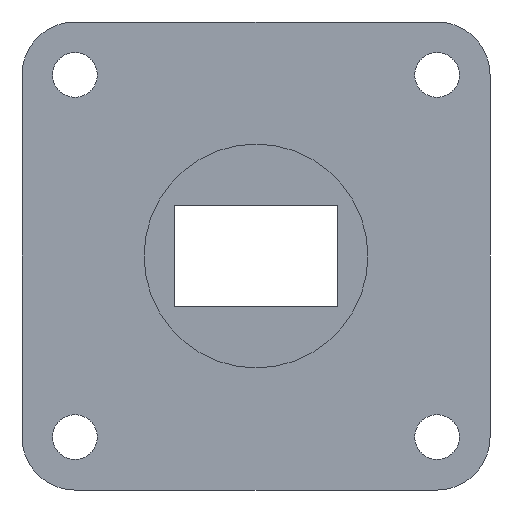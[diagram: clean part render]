
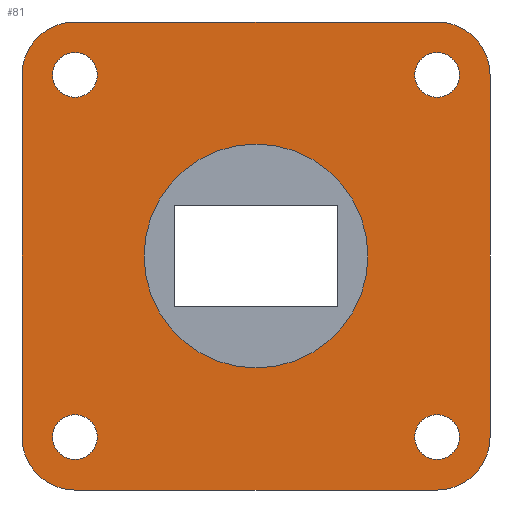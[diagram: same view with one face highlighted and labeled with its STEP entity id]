
A CAD part, left-side view. The second image highlights one B-rep face of the part: STEP entity #81.
In plain terms, the highlighted planar face has unit normal (-1, 0, 0).
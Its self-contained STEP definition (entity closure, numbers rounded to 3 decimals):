
#81 = ADVANCED_FACE( '', ( #146, #147, #148, #149, #150, #151 ), #152, .F. );
#146 = FACE_BOUND( '', #278, .T. );
#147 = FACE_BOUND( '', #279, .T. );
#148 = FACE_BOUND( '', #280, .T. );
#149 = FACE_BOUND( '', #281, .T. );
#150 = FACE_BOUND( '', #282, .T. );
#151 = FACE_OUTER_BOUND( '', #283, .T. );
#152 = PLANE( '', #284 );
#278 = EDGE_LOOP( '', ( #459 ) );
#279 = EDGE_LOOP( '', ( #460 ) );
#280 = EDGE_LOOP( '', ( #461 ) );
#281 = EDGE_LOOP( '', ( #462 ) );
#282 = EDGE_LOOP( '', ( #463 ) );
#283 = EDGE_LOOP( '', ( #464, #465, #466, #467, #468, #469, #470, #471 ) );
#284 = AXIS2_PLACEMENT_3D( '', #472, #473, #474 );
#459 = ORIENTED_EDGE( '', *, *, #850, .T. );
#460 = ORIENTED_EDGE( '', *, *, #851, .T. );
#461 = ORIENTED_EDGE( '', *, *, #852, .T. );
#462 = ORIENTED_EDGE( '', *, *, #853, .T. );
#463 = ORIENTED_EDGE( '', *, *, #854, .T. );
#464 = ORIENTED_EDGE( '', *, *, #855, .F. );
#465 = ORIENTED_EDGE( '', *, *, #856, .F. );
#466 = ORIENTED_EDGE( '', *, *, #857, .F. );
#467 = ORIENTED_EDGE( '', *, *, #858, .F. );
#468 = ORIENTED_EDGE( '', *, *, #859, .F. );
#469 = ORIENTED_EDGE( '', *, *, #860, .F. );
#470 = ORIENTED_EDGE( '', *, *, #861, .F. );
#471 = ORIENTED_EDGE( '', *, *, #862, .F. );
#472 = CARTESIAN_POINT( '', ( 0., 44.5, 44.5 ) );
#473 = DIRECTION( '', ( 1., 0., 0. ) );
#474 = DIRECTION( '', ( 0., 0., -1. ) );
#850 = EDGE_CURVE( '', #1021, #1021, #1022, .T. );
#851 = EDGE_CURVE( '', #1023, #1023, #1024, .T. );
#852 = EDGE_CURVE( '', #1025, #1025, #1026, .T. );
#853 = EDGE_CURVE( '', #1027, #1027, #1028, .T. );
#854 = EDGE_CURVE( '', #1029, #1029, #1030, .T. );
#855 = EDGE_CURVE( '', #1031, #1032, #1033, .T. );
#856 = EDGE_CURVE( '', #1034, #1031, #1035, .T. );
#857 = EDGE_CURVE( '', #1036, #1034, #1037, .T. );
#858 = EDGE_CURVE( '', #1038, #1036, #1039, .T. );
#859 = EDGE_CURVE( '', #1040, #1038, #1041, .T. );
#860 = EDGE_CURVE( '', #1042, #1040, #1043, .T. );
#861 = EDGE_CURVE( '', #1044, #1042, #1045, .T. );
#862 = EDGE_CURVE( '', #1032, #1044, #1046, .T. );
#1021 = VERTEX_POINT( '', #1272 );
#1022 = CIRCLE( '', #1273, 5.5 );
#1023 = VERTEX_POINT( '', #1274 );
#1024 = CIRCLE( '', #1275, 5.5 );
#1025 = VERTEX_POINT( '', #1276 );
#1026 = CIRCLE( '', #1277, 5.5 );
#1027 = VERTEX_POINT( '', #1278 );
#1028 = CIRCLE( '', #1279, 5.5 );
#1029 = VERTEX_POINT( '', #1280 );
#1030 = CIRCLE( '', #1281, 27.5 );
#1031 = VERTEX_POINT( '', #1282 );
#1032 = VERTEX_POINT( '', #1283 );
#1033 = CIRCLE( '', #1284, 13. );
#1034 = VERTEX_POINT( '', #1285 );
#1035 = LINE( '', #1286, #1287 );
#1036 = VERTEX_POINT( '', #1288 );
#1037 = CIRCLE( '', #1289, 13. );
#1038 = VERTEX_POINT( '', #1290 );
#1039 = LINE( '', #1291, #1292 );
#1040 = VERTEX_POINT( '', #1293 );
#1041 = CIRCLE( '', #1294, 13. );
#1042 = VERTEX_POINT( '', #1295 );
#1043 = LINE( '', #1296, #1297 );
#1044 = VERTEX_POINT( '', #1298 );
#1045 = CIRCLE( '', #1299, 13. );
#1046 = LINE( '', #1300, #1301 );
#1272 = CARTESIAN_POINT( '', ( 0., -44.5, -50. ) );
#1273 = AXIS2_PLACEMENT_3D( '', #1528, #1529, #1530 );
#1274 = CARTESIAN_POINT( '', ( 0., -44.5, 39. ) );
#1275 = AXIS2_PLACEMENT_3D( '', #1531, #1532, #1533 );
#1276 = CARTESIAN_POINT( '', ( 0., 44.5, -50. ) );
#1277 = AXIS2_PLACEMENT_3D( '', #1534, #1535, #1536 );
#1278 = CARTESIAN_POINT( '', ( 0., 44.5, 39. ) );
#1279 = AXIS2_PLACEMENT_3D( '', #1537, #1538, #1539 );
#1280 = CARTESIAN_POINT( '', ( 0., 0., -27.5 ) );
#1281 = AXIS2_PLACEMENT_3D( '', #1540, #1541, #1542 );
#1282 = CARTESIAN_POINT( '', ( 0., 57.5, 44.5 ) );
#1283 = CARTESIAN_POINT( '', ( 0., 44.5, 57.5 ) );
#1284 = AXIS2_PLACEMENT_3D( '', #1543, #1544, #1545 );
#1285 = CARTESIAN_POINT( '', ( 0., 57.5, -44.5 ) );
#1286 = CARTESIAN_POINT( '', ( 0., 57.5, -44.5 ) );
#1287 = VECTOR( '', #1546, 1000. );
#1288 = CARTESIAN_POINT( '', ( 0., 44.5, -57.5 ) );
#1289 = AXIS2_PLACEMENT_3D( '', #1547, #1548, #1549 );
#1290 = CARTESIAN_POINT( '', ( 0., -44.5, -57.5 ) );
#1291 = CARTESIAN_POINT( '', ( 0., -44.5, -57.5 ) );
#1292 = VECTOR( '', #1550, 1000. );
#1293 = CARTESIAN_POINT( '', ( 0., -57.5, -44.5 ) );
#1294 = AXIS2_PLACEMENT_3D( '', #1551, #1552, #1553 );
#1295 = CARTESIAN_POINT( '', ( 0., -57.5, 44.5 ) );
#1296 = CARTESIAN_POINT( '', ( 0., -57.5, 44.5 ) );
#1297 = VECTOR( '', #1554, 1000. );
#1298 = CARTESIAN_POINT( '', ( 0., -44.5, 57.5 ) );
#1299 = AXIS2_PLACEMENT_3D( '', #1555, #1556, #1557 );
#1300 = CARTESIAN_POINT( '', ( 0., 44.5, 57.5 ) );
#1301 = VECTOR( '', #1558, 1000. );
#1528 = CARTESIAN_POINT( '', ( 0., -44.5, -44.5 ) );
#1529 = DIRECTION( '', ( 1., 0., 0. ) );
#1530 = DIRECTION( '', ( 0., 0., -1. ) );
#1531 = CARTESIAN_POINT( '', ( 0., -44.5, 44.5 ) );
#1532 = DIRECTION( '', ( 1., 0., 0. ) );
#1533 = DIRECTION( '', ( 0., 0., -1. ) );
#1534 = CARTESIAN_POINT( '', ( 0., 44.5, -44.5 ) );
#1535 = DIRECTION( '', ( 1., 0., 0. ) );
#1536 = DIRECTION( '', ( 0., 0., -1. ) );
#1537 = CARTESIAN_POINT( '', ( 0., 44.5, 44.5 ) );
#1538 = DIRECTION( '', ( 1., 0., 0. ) );
#1539 = DIRECTION( '', ( 0., 0., -1. ) );
#1540 = CARTESIAN_POINT( '', ( 0., 0., 0. ) );
#1541 = DIRECTION( '', ( 1., 0., 0. ) );
#1542 = DIRECTION( '', ( 0., 0., -1. ) );
#1543 = CARTESIAN_POINT( '', ( 0., 44.5, 44.5 ) );
#1544 = DIRECTION( '', ( 1., 0., 0. ) );
#1545 = DIRECTION( '', ( 0., 0., -1. ) );
#1546 = DIRECTION( '', ( 0., 0., 1. ) );
#1547 = CARTESIAN_POINT( '', ( 0., 44.5, -44.5 ) );
#1548 = DIRECTION( '', ( 1., 0., 0. ) );
#1549 = DIRECTION( '', ( 0., 0., -1. ) );
#1550 = DIRECTION( '', ( 0., 1., 0. ) );
#1551 = CARTESIAN_POINT( '', ( 0., -44.5, -44.5 ) );
#1552 = DIRECTION( '', ( 1., 0., 0. ) );
#1553 = DIRECTION( '', ( 0., 0., -1. ) );
#1554 = DIRECTION( '', ( 0., 0., -1. ) );
#1555 = CARTESIAN_POINT( '', ( 0., -44.5, 44.5 ) );
#1556 = DIRECTION( '', ( 1., 0., 0. ) );
#1557 = DIRECTION( '', ( 0., 0., -1. ) );
#1558 = DIRECTION( '', ( 0., -1., 0. ) );
